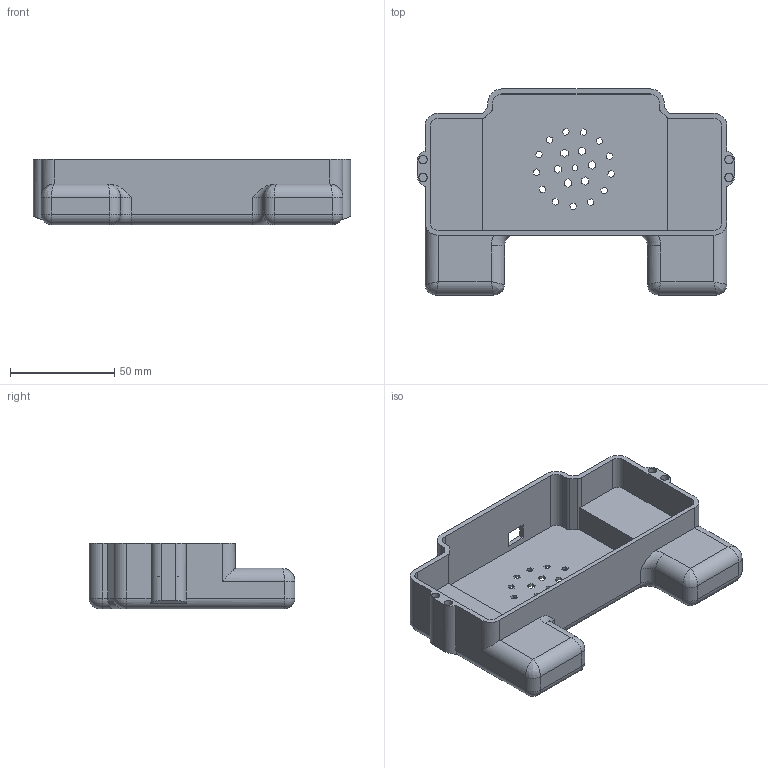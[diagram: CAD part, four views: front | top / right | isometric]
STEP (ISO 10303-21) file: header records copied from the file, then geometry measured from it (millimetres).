
FILE_DESCRIPTION(/* description */ ('STEP AP242','CAx-IF Rec.Pracs.---Representation and Presentation of Product Manufacturing Information (PMI)---4.0---2014-10-13','CAx-IF Rec.Pracs.---3D Tessellated Geometry---0.4---2014-09-14','2;1'),/* implementation_level */ '2;1');
FILE_NAME(/* name */ '66bce986a01a1d79eda2a881',/* time_stamp */ '2024-08-14T17:29:43Z',/* author */ (''),/* organization */ (''),/* preprocessor_version */ 'ST-DEVELOPER v20',/* originating_system */ ' ',/* authorisation */ ' ');
FILE_SCHEMA (('AP242_MANAGED_MODEL_BASED_3D_ENGINEERING_MIM_LF { 1 0 10303 442 1 1 4 }'));
Length unit declared in the file: metre
Products named in the file (1): Bottom
Bounding box: 152.1 x 98.76 x 31.36 mm (x, y, z)
Volume: 116477.8 mm3; surface area: 48180.7 mm2
Topology: 1 solids, 1 shells, 235 faces, 652 edges, 415 vertices
Faces by surface type: plane 169, cylinder 50, torus 8, sphere 4, bspline 4
Full cylindrical faces by diameter (mm): 3.975 x4
Entity records: 7543 total; most frequent: CARTESIAN_POINT 1439, ORIENTED_EDGE 1280, DIRECTION 1203, EDGE_CURVE 640, LINE 525, VECTOR 525, VERTEX_POINT 415, AXIS2_PLACEMENT_3D 339
